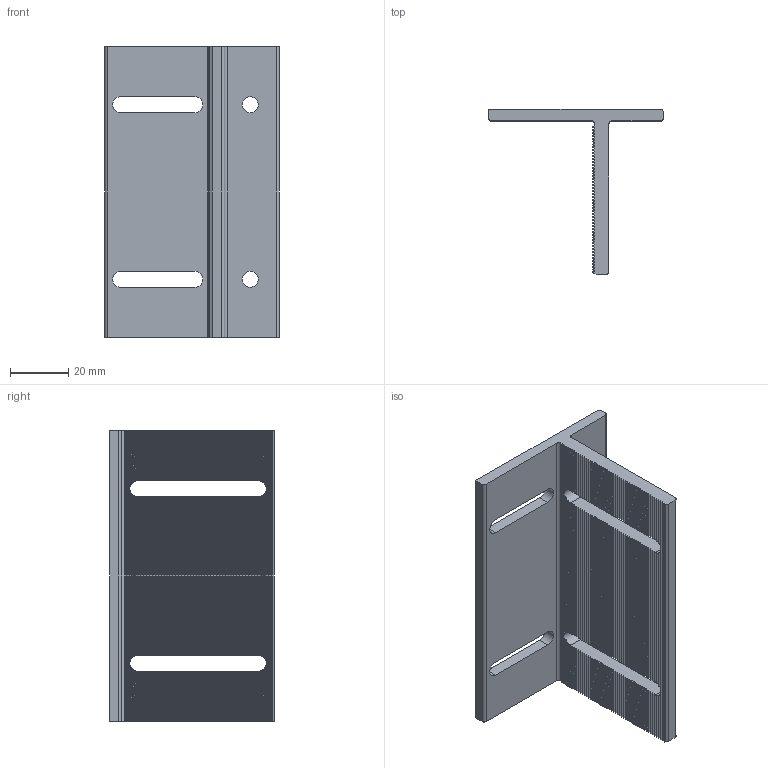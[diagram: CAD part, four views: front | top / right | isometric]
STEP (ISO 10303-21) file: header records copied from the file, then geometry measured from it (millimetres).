
FILE_DESCRIPTION((''),'2;1');
FILE_NAME('SZ5210N_A.stp','2013-08-30T11:01:05',('janine behrens'),(''),'Autodesk Inventor 2012','Autodesk Inventor 2012','');
FILE_SCHEMA(('AUTOMOTIVE_DESIGN { 1 0 10303 214 1 1 1 1 }'));
Length unit declared in the file: millimetre
Products named in the file (1): SZ5210N_A
Bounding box: 60 x 56.7 x 100 mm (x, y, z)
Volume: 47134.1 mm3; surface area: 26876.1 mm2
Topology: 1 solids, 1 shells, 612 faces, 1838 edges, 1226 vertices
Faces by surface type: plane 308, cylinder 304
Full cylindrical faces by diameter (mm): 5.5 x2
Entity records: 21332 total; most frequent: CARTESIAN_POINT 4239, ORIENTED_EDGE 3668, DIRECTION 3628, EDGE_CURVE 1834, AXIS2_PLACEMENT_3D 1225, VERTEX_POINT 1224, VECTOR 1178, LINE 1178
